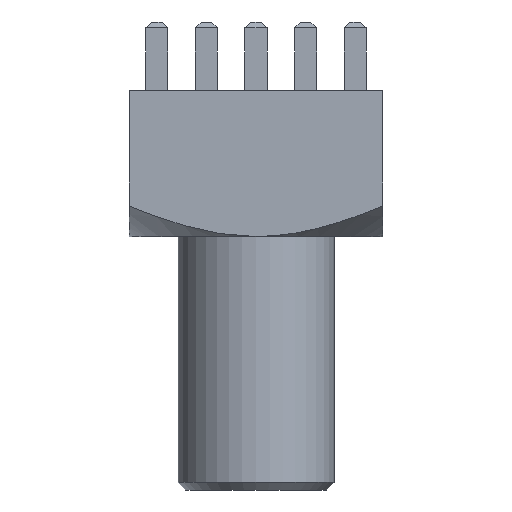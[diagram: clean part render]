
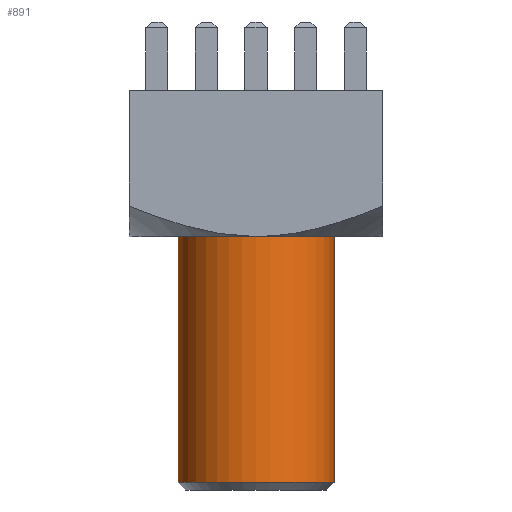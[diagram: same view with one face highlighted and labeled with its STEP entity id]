
A CAD part, front view. The second image highlights one B-rep face of the part: STEP entity #891.
In plain terms, the highlighted cylindrical face has radius 4 mm (diameter 8 mm), a partial arc.
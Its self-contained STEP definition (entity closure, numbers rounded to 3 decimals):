
#429 = CARTESIAN_POINT ( 'NONE',  ( 4., 0., -12.6 ) ) ;
#435 = CARTESIAN_POINT ( 'NONE',  ( -4., 0., -12.6 ) ) ;
#436 = CARTESIAN_POINT ( 'NONE',  ( -4., 0., 0. ) ) ;
#680 = AXIS2_PLACEMENT_3D ( 'NONE', #3052, #3053, #3054 ) ;
#681 = CIRCLE ( 'NONE', #680, 4. ) ;
#723 = CIRCLE ( 'NONE', #730, 4. ) ;
#730 = AXIS2_PLACEMENT_3D ( 'NONE', #2982, #2983, #2984 ) ;
#754 = EDGE_CURVE ( 'NONE', #1178, #2881, #723, .T. ) ;
#772 = EDGE_CURVE ( 'NONE', #2879, #2874, #681, .T. ) ;
#891 = ADVANCED_FACE ( 'NONE', ( #3798 ), #3801, .T. ) ;
#1178 = VERTEX_POINT ( 'NONE', #5167 ) ;
#1935 = EDGE_CURVE ( 'NONE', #2874, #1178, #5807, .T. ) ;
#1936 = EDGE_CURVE ( 'NONE', #2879, #2881, #5810, .T. ) ;
#2427 = ORIENTED_EDGE ( 'NONE', *, *, #1936, .F. ) ;
#2428 = ORIENTED_EDGE ( 'NONE', *, *, #772, .T. ) ;
#2429 = ORIENTED_EDGE ( 'NONE', *, *, #1935, .T. ) ;
#2430 = ORIENTED_EDGE ( 'NONE', *, *, #754, .T. ) ;
#2874 = VERTEX_POINT ( 'NONE', #429 ) ;
#2879 = VERTEX_POINT ( 'NONE', #435 ) ;
#2881 = VERTEX_POINT ( 'NONE', #436 ) ;
#2950 = EDGE_LOOP ( 'NONE', ( #2427, #2428, #2429, #2430 ) ) ;
#2982 = CARTESIAN_POINT ( 'NONE',  ( 0., 0., 0. ) ) ;
#2983 = DIRECTION ( 'NONE',  ( 0., 0., -1. ) ) ;
#2984 = DIRECTION ( 'NONE',  ( -1., 0., 0. ) ) ;
#3052 = CARTESIAN_POINT ( 'NONE',  ( 0., 0., -12.6 ) ) ;
#3053 = DIRECTION ( 'NONE',  ( 0., 0., 1. ) ) ;
#3054 = DIRECTION ( 'NONE',  ( -1., 0., 0. ) ) ;
#3310 = AXIS2_PLACEMENT_3D ( 'NONE', #3799, #3802, #3803 ) ;
#3798 = FACE_OUTER_BOUND ( 'NONE', #2950, .T. ) ;
#3799 = CARTESIAN_POINT ( 'NONE',  ( 0., 0., -13. ) ) ;
#3801 = CYLINDRICAL_SURFACE ( 'NONE', #3310, 4. ) ;
#3802 = DIRECTION ( 'NONE',  ( 0., 0., 1. ) ) ;
#3803 = DIRECTION ( 'NONE',  ( 1., 0., 0. ) ) ;
#4770 = VECTOR ( 'NONE', #5809, 1000. ) ;
#4771 = VECTOR ( 'NONE', #5812, 1000. ) ;
#5167 = CARTESIAN_POINT ( 'NONE',  ( 4., 0., 0. ) ) ;
#5807 = LINE ( 'NONE', #5808, #4770 ) ;
#5808 = CARTESIAN_POINT ( 'NONE',  ( 4., 0., -13. ) ) ;
#5809 = DIRECTION ( 'NONE',  ( 0., 0., 1. ) ) ;
#5810 = LINE ( 'NONE', #5811, #4771 ) ;
#5811 = CARTESIAN_POINT ( 'NONE',  ( -4., 0., -13. ) ) ;
#5812 = DIRECTION ( 'NONE',  ( 0., 0., 1. ) ) ;
